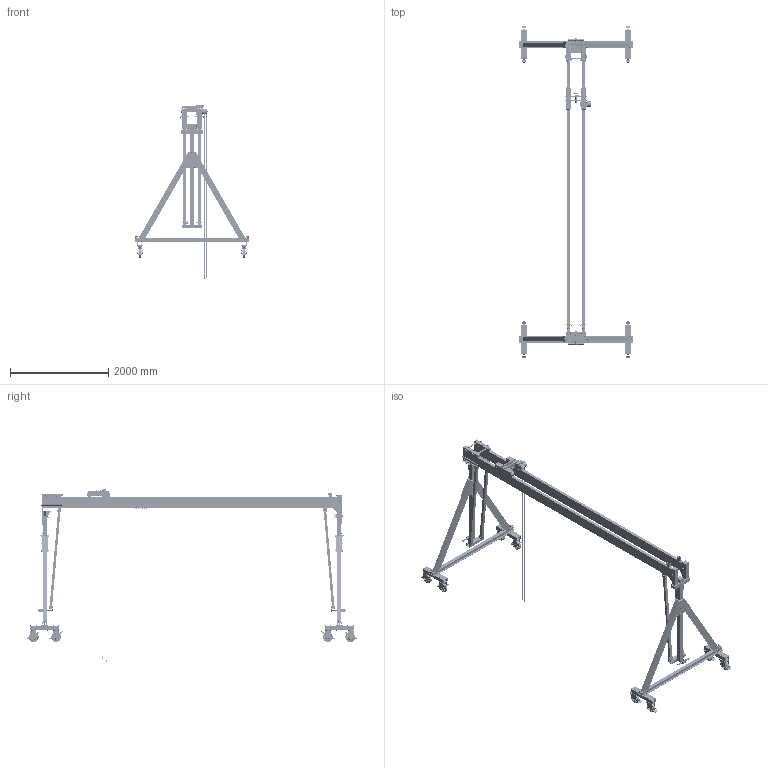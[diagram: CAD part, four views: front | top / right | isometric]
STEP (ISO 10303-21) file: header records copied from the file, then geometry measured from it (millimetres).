
FILE_DESCRIPTION(/* description */ (''),/* implementation_level */ '2;1');
FILE_NAME(/* name */ '14603060-10_Portalkran.stp',/* time_stamp */ '2020-09-15T10:08:13+02:00',/* author */ ('stephan'),/* organization */ (''),/* preprocessor_version */ 'ST-DEVELOPER v17.2',/* originating_system */ 'Autodesk Inventor 2019',/* authorisation */ '');
FILE_SCHEMA (('AUTOMOTIVE_DESIGN { 1 0 10303 214 3 1 1 }'));
Products named in the file (1): 14603060-001_Portalkran_Shrinkwrap_1
Bounding box: 2323.82 x 6751.86 x 3518.84 mm (x, y, z)
Volume: 165383163.9 mm3; surface area: 42405542.6 mm2
Topology: 468 solids, 468 shells, 13857 faces, 35027 edges, 22864 vertices
Faces by surface type: plane 7302, cylinder 2084, bspline 2040, cone 1589, torus 649, sphere 193
Full cylindrical faces by diameter (mm): 6 x25, 8 x18, 8.9 x5, 9.4 x4, 9.999 x8, 10 x74, 11.6 x12, 12 x50, 13 x10, 13.5 x4, 13.6 x2, 13.95 x48, 14 x4, 14.917 x4, 15 x1, 15.24 x6, 15.6 x98, 15.9 x2, 16 x27, 17 x16, 17.4 x46, 18 x35, 18.999 x8, 19 x8, 19.8 x2, 19.9 x4, 20 x48, 21 x16, 21.5 x4, 22 x8
Entity records: 595947 total; most frequent: CARTESIAN_POINT 265612, ORIENTED_EDGE 70046, DIRECTION 60389, EDGE_CURVE 35023, VERTEX_POINT 22864, AXIS2_PLACEMENT_3D 22475, LINE 15439, VECTOR 15439
